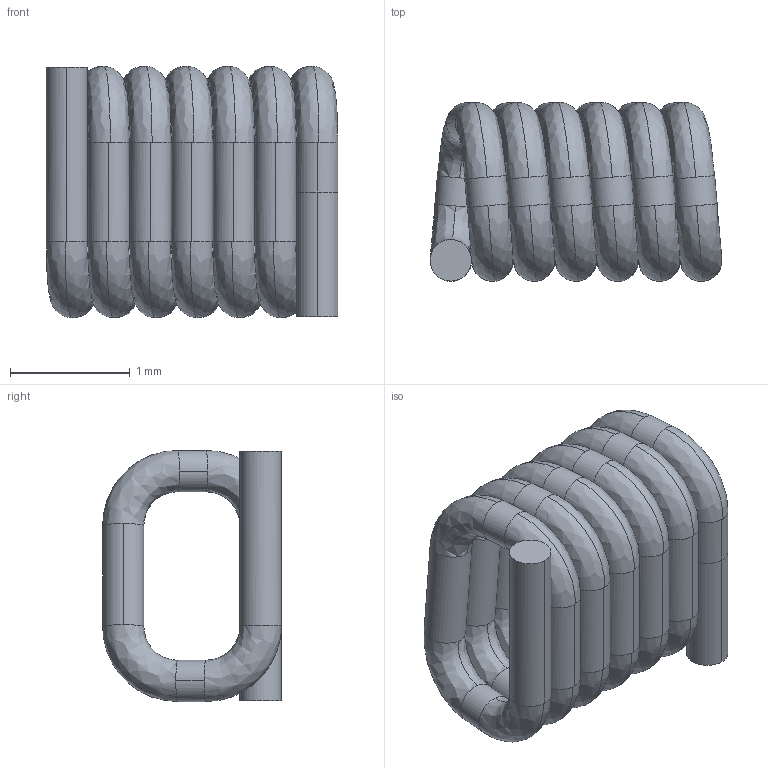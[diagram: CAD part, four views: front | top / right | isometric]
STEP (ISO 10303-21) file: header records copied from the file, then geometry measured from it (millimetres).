
FILE_DESCRIPTION (( 'STEP AP214' ), '1' );
FILE_NAME ('Coilcraft-0806SQ-16N.STEP', '2016-05-19T18:23:08', ( 'Windows User' ), ( '' ), 'SwSTEP 2.0', 'SolidWorks 2016', '' );
FILE_SCHEMA (( 'AUTOMOTIVE_DESIGN' ));
Length unit declared in the file: inch
Products named in the file (1): Coilcraft-0806SQ-16N
Bounding box: 2.44 x 1.49 x 2.1 mm (x, y, z)
Volume: 3 mm3; surface area: 35.5 mm2
Topology: 2 solids, 2 shells, 104 faces, 320 edges, 220 vertices
Faces by surface type: cylinder 52, bspline 48, plane 4
Entity records: 4815 total; most frequent: CARTESIAN_POINT 1465, DIRECTION 662, ORIENTED_EDGE 640, EDGE_CURVE 320, AXIS2_PLACEMENT_3D 305, CIRCLE 248, VERTEX_POINT 220, EDGE_LOOP 124
